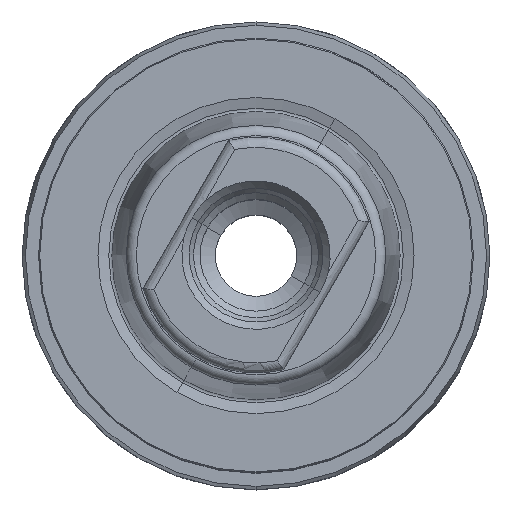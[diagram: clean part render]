
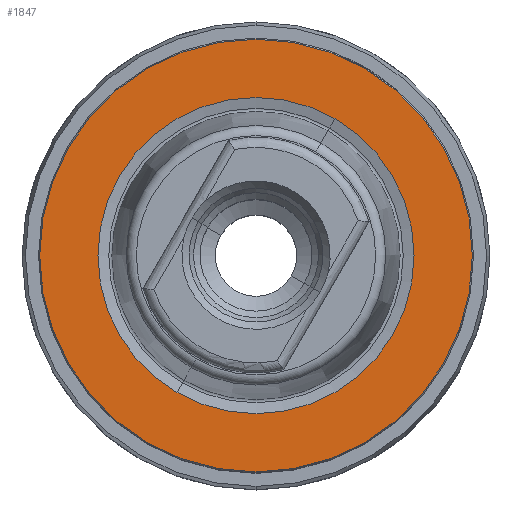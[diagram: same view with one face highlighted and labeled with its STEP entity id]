
A CAD part, top view. The second image highlights one B-rep face of the part: STEP entity #1847.
In plain terms, the highlighted planar face has unit normal (0, 0, 1).
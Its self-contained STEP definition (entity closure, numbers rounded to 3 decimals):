
#707=CARTESIAN_POINT('',(0.,0.,0.));
#708=DIRECTION('',(0.,0.,-1.));
#709=DIRECTION('',(-0.5,-0.866,0.));
#710=AXIS2_PLACEMENT_3D('',#707,#708,#709);
#729=CARTESIAN_POINT('',(0.,0.,0.));
#730=DIRECTION('',(0.,0.,1.));
#731=DIRECTION('',(-0.5,-0.866,0.));
#732=AXIS2_PLACEMENT_3D('',#729,#730,#731);
#737=CARTESIAN_POINT('',(0.,0.,0.));
#738=DIRECTION('',(0.,0.,-1.));
#739=DIRECTION('',(0.,1.,0.));
#740=AXIS2_PLACEMENT_3D('',#737,#738,#739);
#745=CARTESIAN_POINT('',(0.,0.,0.));
#746=DIRECTION('',(0.,0.,-1.));
#747=DIRECTION('',(0.,-1.,0.));
#748=AXIS2_PLACEMENT_3D('',#745,#746,#747);
#1106=CARTESIAN_POINT('',(-3.888,-6.734,0.));
#1108=VERTEX_POINT('',#1106);
#1116=CARTESIAN_POINT('',(3.888,6.734,0.));
#1118=VERTEX_POINT('',#1116);
#1220=CARTESIAN_POINT('',(0.,10.642,0.));
#1221=VERTEX_POINT('',#1220);
#1222=CARTESIAN_POINT('',(0.,-10.642,0.));
#1223=VERTEX_POINT('',#1222);
#1832=CARTESIAN_POINT('',(0.,0.,0.));
#1833=DIRECTION('',(0.,0.,-1.));
#1834=DIRECTION('',(0.5,0.866,0.));
#1835=AXIS2_PLACEMENT_3D('',#1832,#1833,#1834);
#1836=PLANE('',#1835);
#1838=ORIENTED_EDGE('',*,*,#1837,.T.);
#1840=ORIENTED_EDGE('',*,*,#1839,.T.);
#1841=EDGE_LOOP('',(#1838,#1840));
#1842=FACE_OUTER_BOUND('',#1841,.F.);
#1843=ORIENTED_EDGE('',*,*,#1811,.F.);
#1844=ORIENTED_EDGE('',*,*,#1827,.T.);
#1845=EDGE_LOOP('',(#1843,#1844));
#1846=FACE_BOUND('',#1845,.F.);
#711=CIRCLE('',#710,7.776);
#733=CIRCLE('',#732,7.776);
#741=CIRCLE('',#740,10.642);
#749=CIRCLE('',#748,10.642);
#1811=EDGE_CURVE('',#1108,#1118,#711,.T.);
#1827=EDGE_CURVE('',#1108,#1118,#733,.T.);
#1837=EDGE_CURVE('',#1221,#1223,#741,.T.);
#1839=EDGE_CURVE('',#1223,#1221,#749,.T.);
#1847=ADVANCED_FACE('',(#1842,#1846),#1836,.F.);
